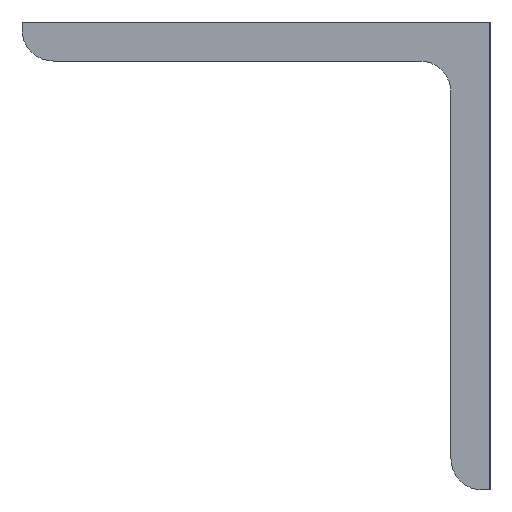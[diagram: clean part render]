
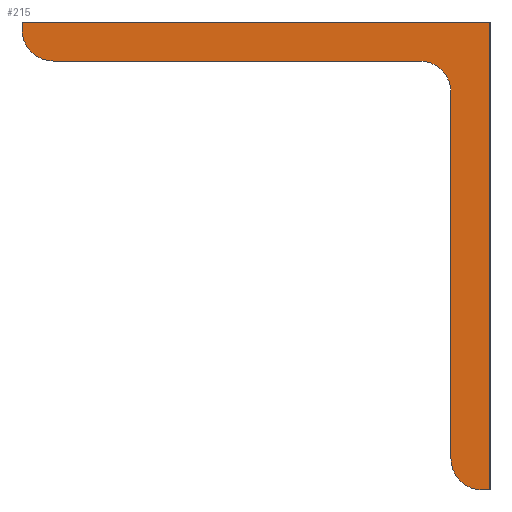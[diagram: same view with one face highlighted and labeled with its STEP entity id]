
A CAD part, left-side view. The second image highlights one B-rep face of the part: STEP entity #215.
In plain terms, the highlighted planar face has unit normal (-1, 0, 0).
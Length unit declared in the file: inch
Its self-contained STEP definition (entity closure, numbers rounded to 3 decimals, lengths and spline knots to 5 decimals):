
#15=CIRCLE('',#240,0.2);
#17=CIRCLE('',#244,0.2);
#19=CIRCLE('',#248,0.2);
#32=FACE_OUTER_BOUND('',#43,.T.);
#43=EDGE_LOOP('',(#168,#169,#170,#171,#172,#173,#174,#175,#176));
#48=LINE('',#320,#69);
#52=LINE('',#332,#73);
#56=LINE('',#344,#77);
#60=LINE('',#356,#81);
#63=LINE('',#362,#84);
#65=LINE('',#365,#86);
#69=VECTOR('',#261,39.37008);
#73=VECTOR('',#273,39.37008);
#77=VECTOR('',#285,39.37008);
#81=VECTOR('',#297,39.37008);
#84=VECTOR('',#302,39.37008);
#86=VECTOR('',#306,39.37008);
#87=VERTEX_POINT('',#313);
#90=VERTEX_POINT('',#318);
#92=VERTEX_POINT('',#324);
#94=VERTEX_POINT('',#330);
#96=VERTEX_POINT('',#336);
#98=VERTEX_POINT('',#342);
#100=VERTEX_POINT('',#348);
#102=VERTEX_POINT('',#354);
#104=VERTEX_POINT('',#360);
#108=EDGE_CURVE('',#90,#87,#48,.T.);
#111=EDGE_CURVE('',#92,#90,#15,.T.);
#114=EDGE_CURVE('',#94,#92,#52,.T.);
#117=EDGE_CURVE('',#96,#94,#17,.T.);
#120=EDGE_CURVE('',#98,#96,#56,.T.);
#123=EDGE_CURVE('',#100,#98,#19,.T.);
#126=EDGE_CURVE('',#102,#100,#60,.T.);
#129=EDGE_CURVE('',#104,#102,#63,.T.);
#131=EDGE_CURVE('',#87,#104,#65,.T.);
#168=ORIENTED_EDGE('',*,*,#108,.F.);
#169=ORIENTED_EDGE('',*,*,#111,.F.);
#170=ORIENTED_EDGE('',*,*,#114,.F.);
#171=ORIENTED_EDGE('',*,*,#117,.F.);
#172=ORIENTED_EDGE('',*,*,#120,.F.);
#173=ORIENTED_EDGE('',*,*,#123,.F.);
#174=ORIENTED_EDGE('',*,*,#126,.F.);
#175=ORIENTED_EDGE('',*,*,#129,.F.);
#176=ORIENTED_EDGE('',*,*,#131,.F.);
#192=PLANE('',#252);
#215=ADVANCED_FACE('',(#32),#192,.F.);
#240=AXIS2_PLACEMENT_3D('',#326,#267,#268);
#244=AXIS2_PLACEMENT_3D('',#338,#279,#280);
#248=AXIS2_PLACEMENT_3D('',#350,#291,#292);
#252=AXIS2_PLACEMENT_3D('',#366,#307,#308);
#261=DIRECTION('',(0.,0.,1.));
#267=DIRECTION('center_axis',(1.,0.,0.));
#268=DIRECTION('ref_axis',(0.,0.,-1.));
#273=DIRECTION('',(0.,1.,0.));
#279=DIRECTION('center_axis',(-1.,0.,0.));
#280=DIRECTION('ref_axis',(0.,0.,-1.));
#285=DIRECTION('',(0.,0.,1.));
#291=DIRECTION('center_axis',(1.,0.,0.));
#292=DIRECTION('ref_axis',(0.,0.,1.));
#297=DIRECTION('',(0.,1.,0.));
#302=DIRECTION('',(0.,0.,-1.));
#306=DIRECTION('',(0.,-1.,0.));
#307=DIRECTION('center_axis',(1.,0.,0.));
#308=DIRECTION('ref_axis',(0.,0.,-1.));
#313=CARTESIAN_POINT('',(-36.,3.,0.));
#318=CARTESIAN_POINT('',(-36.,3.,-0.05));
#320=CARTESIAN_POINT('',(-36.,3.,0.));
#324=CARTESIAN_POINT('',(-36.,2.8,-0.25));
#326=CARTESIAN_POINT('Origin',(-36.,2.8,-0.05));
#330=CARTESIAN_POINT('',(-36.,0.45,-0.25));
#332=CARTESIAN_POINT('',(-36.,2.8,-0.25));
#336=CARTESIAN_POINT('',(-36.,0.25,-0.45));
#338=CARTESIAN_POINT('Origin',(-36.,0.45,-0.45));
#342=CARTESIAN_POINT('',(-36.,0.25,-2.8));
#344=CARTESIAN_POINT('',(-36.,0.25,-0.45));
#348=CARTESIAN_POINT('',(-36.,0.05,-3.));
#350=CARTESIAN_POINT('Origin',(-36.,0.05,-2.8));
#354=CARTESIAN_POINT('',(-36.,0.,-3.));
#356=CARTESIAN_POINT('',(-36.,0.05,-3.));
#360=CARTESIAN_POINT('',(-36.,0.,0.));
#362=CARTESIAN_POINT('',(-36.,0.,0.));
#365=CARTESIAN_POINT('',(-36.,3.,0.));
#366=CARTESIAN_POINT('Origin',(-36.,2.8,-0.05));
